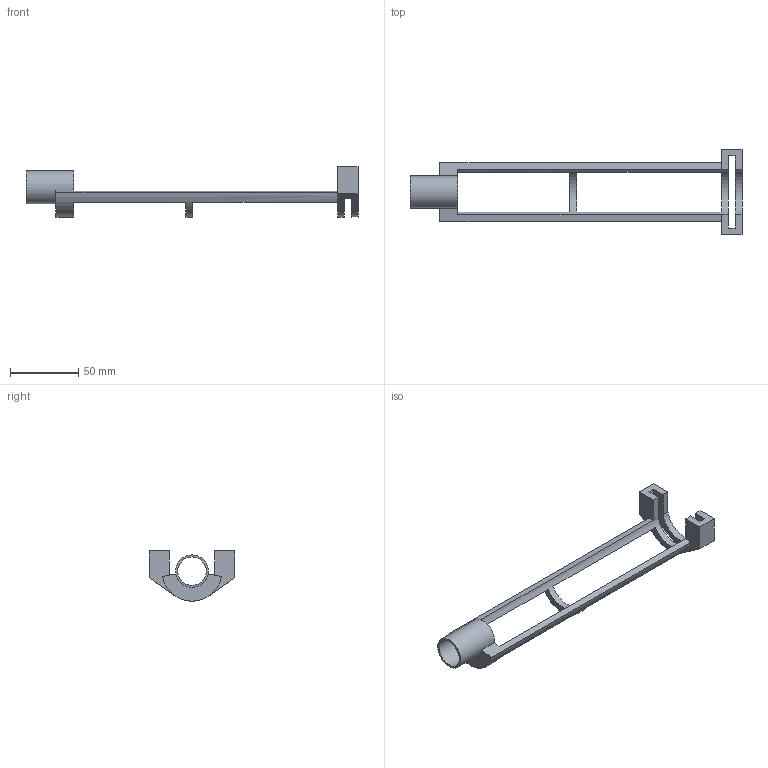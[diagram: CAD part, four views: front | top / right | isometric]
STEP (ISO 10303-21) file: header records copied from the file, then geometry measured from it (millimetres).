
FILE_DESCRIPTION(/* description */ (''),/* implementation_level */ '2;1');
FILE_NAME(/* name */ 'Holder.step',/* time_stamp */ '2020-12-11T09:31:09+01:00',/* author */ (''),/* organization */ (''),/* preprocessor_version */ 'ST-DEVELOPER v18.1',/* originating_system */ 'Autodesk Translation Framework v9.7.0.1280',/* authorisation */ '');
FILE_SCHEMA (('AUTOMOTIVE_DESIGN { 1 0 10303 214 3 1 1 }'));
Length unit declared in the file: millimetre
Products named in the file (1): Maskentester_Geruest_V2
Bounding box: 244 x 63 x 37 mm (x, y, z)
Volume: 34624 mm3; surface area: 22666.2 mm2
Topology: 1 solids, 1 shells, 34 faces, 106 edges, 70 vertices
Faces by surface type: plane 27, cylinder 7
Full cylindrical faces by diameter (mm): 21 x1, 24 x1
Entity records: 1227 total; most frequent: ORIENTED_EDGE 212, CARTESIAN_POINT 211, DIRECTION 200, EDGE_CURVE 106, LINE 82, VECTOR 82, VERTEX_POINT 70, AXIS2_PLACEMENT_3D 59
